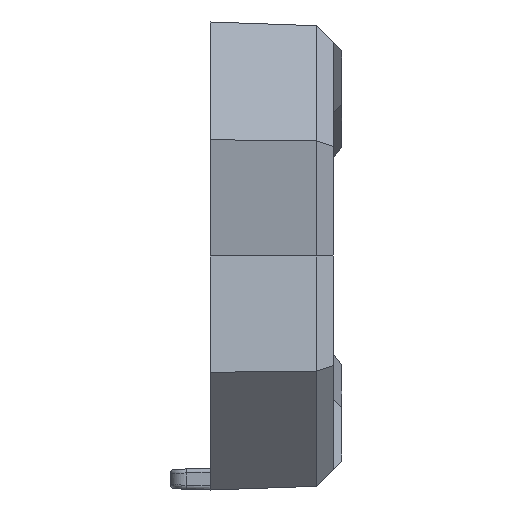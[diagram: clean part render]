
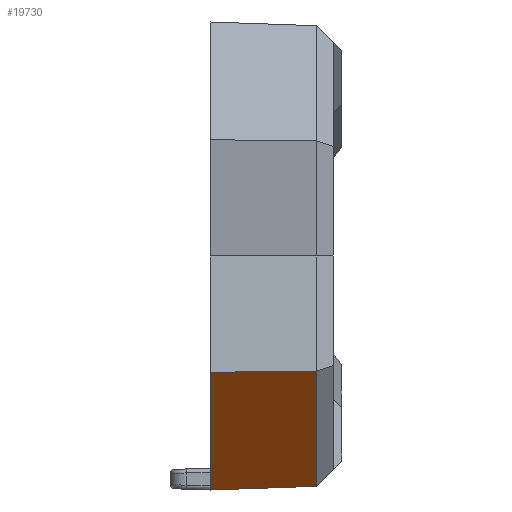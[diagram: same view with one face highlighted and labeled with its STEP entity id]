
A CAD part, left-side view. The second image highlights one B-rep face of the part: STEP entity #19730.
In plain terms, the highlighted planar face has unit normal (-0.731, -0.035, -0.682).
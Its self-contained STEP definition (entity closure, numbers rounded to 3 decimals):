
#7 = LINE ( 'NONE', #20714, #11406 ) ;
#188 = AXIS2_PLACEMENT_3D ( 'NONE', #17970, #21577, #19874 ) ;
#191 = DIRECTION ( 'NONE',  ( 0.037, -0.999, 0.012 ) ) ;
#464 = CARTESIAN_POINT ( 'NONE',  ( 51.743, -0.178, -362.969 ) ) ;
#2000 = CARTESIAN_POINT ( 'NONE',  ( 50.368, -0.178, -361.494 ) ) ;
#3348 = ORIENTED_EDGE ( 'NONE', *, *, #18765, .F. ) ;
#4261 = FACE_OUTER_BOUND ( 'NONE', #6854, .T. ) ;
#5641 = VERTEX_POINT ( 'NONE', #17250 ) ;
#6148 = EDGE_CURVE ( 'NONE', #8641, #13194, #21846, .T. ) ;
#6285 = EDGE_CURVE ( 'NONE', #13194, #5641, #7, .T. ) ;
#6360 = CARTESIAN_POINT ( 'NONE',  ( 51.254, 13.084, -363.123 ) ) ;
#6403 = ORIENTED_EDGE ( 'NONE', *, *, #6285, .T. ) ;
#6663 = VECTOR ( 'NONE', #191, 1000. ) ;
#6854 = EDGE_LOOP ( 'NONE', ( #3348, #11339, #6403, #18739 ) ) ;
#6895 = DIRECTION ( 'NONE',  ( 0.015, -0.999, 0.035 ) ) ;
#8641 = VERTEX_POINT ( 'NONE', #6360 ) ;
#8760 = VERTEX_POINT ( 'NONE', #464 ) ;
#8775 = LINE ( 'NONE', #15700, #6663 ) ;
#10076 = CARTESIAN_POINT ( 'NONE',  ( 167.977, 13.084, -488.279 ) ) ;
#10865 = CARTESIAN_POINT ( 'NONE',  ( 64.982, 13.084, -377.843 ) ) ;
#10911 = DIRECTION ( 'NONE',  ( 0.682, 0., -0.731 ) ) ;
#11339 = ORIENTED_EDGE ( 'NONE', *, *, #6148, .T. ) ;
#11406 = VECTOR ( 'NONE', #6895, 1000. ) ;
#13194 = VERTEX_POINT ( 'NONE', #10865 ) ;
#15700 = CARTESIAN_POINT ( 'NONE',  ( 51.874, -3.708, -362.928 ) ) ;
#16852 = VECTOR ( 'NONE', #21611, 1000. ) ;
#17250 = CARTESIAN_POINT ( 'NONE',  ( 65.183, -0.178, -377.38 ) ) ;
#17508 = LINE ( 'NONE', #2000, #19332 ) ;
#17970 = CARTESIAN_POINT ( 'NONE',  ( 168.37, -2.304, -487.912 ) ) ;
#18739 = ORIENTED_EDGE ( 'NONE', *, *, #18773, .F. ) ;
#18765 = EDGE_CURVE ( 'NONE', #8641, #8760, #8775, .T. ) ;
#18773 = EDGE_CURVE ( 'NONE', #8760, #5641, #17508, .T. ) ;
#19332 = VECTOR ( 'NONE', #10911, 1000. ) ;
#19730 = ADVANCED_FACE ( 'NONE', ( #4261 ), #20106, .T. ) ;
#19874 = DIRECTION ( 'NONE',  ( -0.682, 0., 0.731 ) ) ;
#20106 = PLANE ( 'NONE',  #188 ) ;
#20714 = CARTESIAN_POINT ( 'NONE',  ( 65.181, -0.011, -377.386 ) ) ;
#21577 = DIRECTION ( 'NONE',  ( -0.731, -0.035, -0.682 ) ) ;
#21611 = DIRECTION ( 'NONE',  ( 0.682, 0., -0.731 ) ) ;
#21846 = LINE ( 'NONE', #10076, #16852 ) ;
